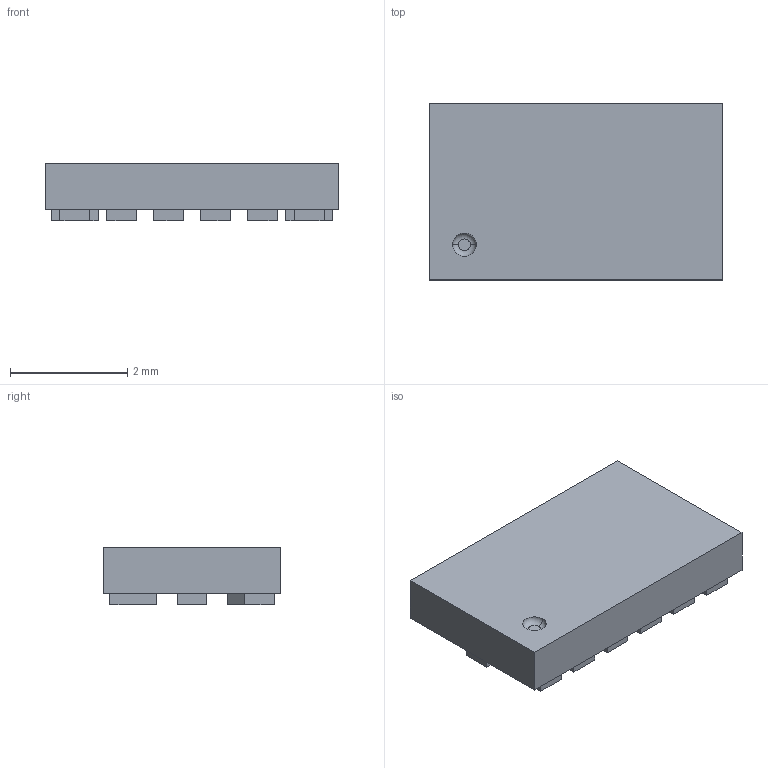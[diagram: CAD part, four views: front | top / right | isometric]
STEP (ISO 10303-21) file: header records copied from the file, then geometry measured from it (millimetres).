
FILE_DESCRIPTION (( 'STEP AP214' ), '1' );
FILE_NAME ('User Library-LGA-14-1.STEP', '2013-09-06T12:18:36', ( 'Windows User' ), ( '' ), 'SwSTEP 2.0', 'SolidWorks 2013', '' );
FILE_SCHEMA (( 'AUTOMOTIVE_DESIGN' ));
Length unit declared in the file: millimetre
Products named in the file (1): User Library-LGA-14-1
Bounding box: 5 x 3 x 0.98 mm (x, y, z)
Volume: 12.9 mm3; surface area: 49.9 mm2
Topology: 1 solids, 1 shells, 80 faces, 189 edges, 126 vertices
Faces by surface type: plane 78, torus 2
Entity records: 3173 total; most frequent: CARTESIAN_POINT 396, ORIENTED_EDGE 378, DIRECTION 357, EDGE_CURVE 189, LINE 183, VECTOR 183, VERTEX_POINT 126, EDGE_LOOP 95
